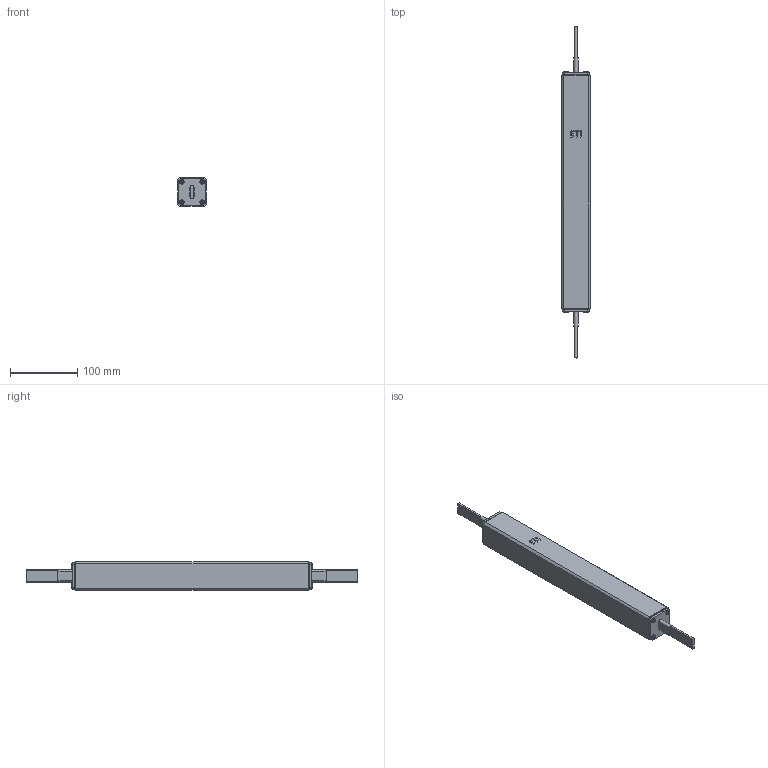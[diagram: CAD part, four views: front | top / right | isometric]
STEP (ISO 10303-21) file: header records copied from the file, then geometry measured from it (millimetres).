
FILE_DESCRIPTION((''),'2;1');
FILE_NAME('004735636_ASM','2022-08-09T13:30:02',('said.beganovic'),('Audax d.o.o.'),'CREO PARAMETRIC BY PTC INC, 2021304','CREO PARAMETRIC BY PTC INC, 2021304','');
FILE_SCHEMA(('AUTOMOTIVE_DESIGN { 1 0 10303 214 1 1 1 1 }'));
Length unit declared in the file: millimetre
Products named in the file (10): 0000039963; 0000039976; 0000040712; 0000040711; 0000040714_ASM; 0000040710; 0000040717_ASM; 0000043213; 0000011599; 004735636_ASM
Assembly tree (19 placements, depth 3):
  004735636_ASM
    0000039963
    0000039976  x2
    0000040714_ASM
      0000040712
      0000040711
    0000040717_ASM
      0000040712
      0000040710
    0000043213  x8
    0000011599  x2
Bounding box: 42 x 494 x 42 mm (x, y, z)
Volume: 627479 mm3; surface area: 82997.8 mm2
Topology: 17 solids, 25 shells, 747 faces, 1972 edges, 1264 vertices
Faces by surface type: cylinder 404, bspline 136, plane 127, torus 40, cone 24, sphere 16
Entity records: 17684 total; most frequent: CARTESIAN_POINT 4901, DIRECTION 1380, ORIENTED_EDGE 1304, PRESENTATION_STYLE_ASSIGNMENT 903, STYLED_ITEM 852, CURVE_STYLE 668, EDGE_CURVE 668, AXIS2_PLACEMENT_3D 524
